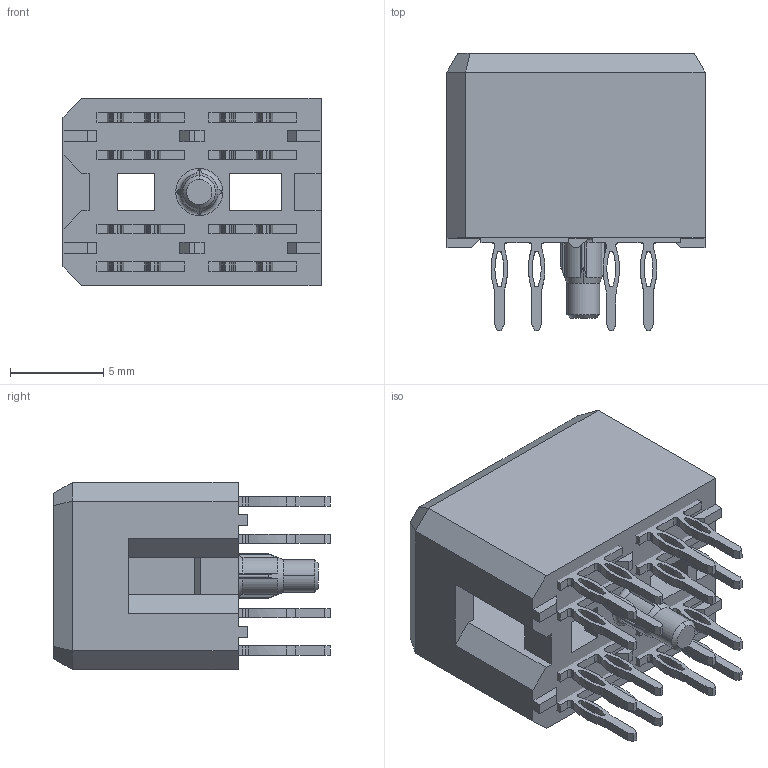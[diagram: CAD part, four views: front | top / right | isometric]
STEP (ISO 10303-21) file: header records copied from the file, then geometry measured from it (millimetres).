
FILE_DESCRIPTION (( 'STEP AP214' ), '1' );
FILE_NAME ('EPTS-2-P-D-VT-011.STEP', '2017-07-25T11:30:38', ( '' ), ( '' ), 'SwSTEP 2.0', 'SolidWorks 2014', '' );
FILE_SCHEMA (( 'AUTOMOTIVE_DESIGN' ));
Length unit declared in the file: millimetre
Products named in the file (3): _FCI-EPTS-2-P-D-VT-01_pins; _FCI-EPTS-2-P-D-VT-01_housing; EPTS-2-P-D-VT-011
Assembly tree (2 placements, depth 2):
  EPTS-2-P-D-VT-011
    _FCI-EPTS-2-P-D-VT-01_housing
    _FCI-EPTS-2-P-D-VT-01_pins
Bounding box: 13.84 x 14.85 x 10.03 mm (x, y, z)
Volume: 931.7 mm3; surface area: 2643.1 mm2
Topology: 2 solids, 2 shells, 580 faces, 1691 edges, 1117 vertices
Faces by surface type: plane 307, cylinder 267, cone 4, torus 2
Entity records: 26291 total; most frequent: CARTESIAN_POINT 5394, ORIENTED_EDGE 3382, DIRECTION 2388, EDGE_CURVE 1691, VECTOR 1120, LINE 1120, VERTEX_POINT 1117, AXIS2_PLACEMENT_3D 634
